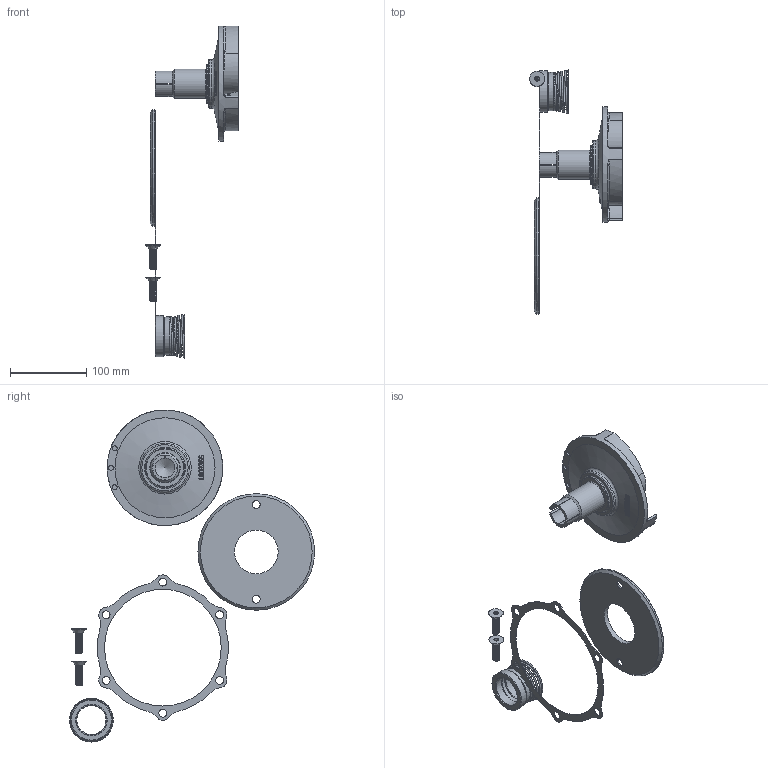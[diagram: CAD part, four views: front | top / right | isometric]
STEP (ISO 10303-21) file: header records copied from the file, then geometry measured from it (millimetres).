
FILE_DESCRIPTION(/* description */ ('3" SS PUMP REPAIR KIT'),/* implementation_level */ '2;1');
FILE_NAME(/* name */ '18100SS.stp',/* time_stamp */ '2020-06-09T11:09:22-04:00',/* author */ ('DMK'),/* organization */ (''),/* preprocessor_version */ 'ST-DEVELOPER v17.2',/* originating_system */ 'Autodesk Inventor 2019',/* authorisation */ '');
FILE_SCHEMA (('AUTOMOTIVE_DESIGN { 1 0 10303 214 3 1 1 }'));
Length unit declared in the file: inch
Products named in the file (7): 18100SS; 18004SS; 18021; 18023SS; 18023SSX; 18025SS; 18106SS
Assembly tree (7 placements, depth 3):
  18100SS
    18004SS
    18021
    18023SS
      18023SSX
    18025SS
    18106SS  x2
Bounding box: 121.37 x 320.42 x 434.05 mm (x, y, z)
Volume: 373893.8 mm3; surface area: 139312.8 mm2
Topology: 6 solids, 6 shells, 554 faces, 1503 edges, 989 vertices
Faces by surface type: cylinder 151, bspline 122, cone 118, plane 116, torus 41, sphere 6
Full cylindrical faces by diameter (mm): 6.35 x3, 8.236 x30, 9.525 x28, 10.319 x8, 25.451 x1, 38.1 x2, 39.37 x2, 40.957 x1, 41.148 x1, 41.275 x1, 44.45 x2, 47.307 x1, 50.8 x1, 52.387 x1, 53.975 x1, 57.15 x1, 63.5 x1, 151.13 x1, 152.4 x1, 152.654 x1
Entity records: 20700 total; most frequent: CARTESIAN_POINT 9778, ORIENTED_EDGE 2460, DIRECTION 1951, EDGE_CURVE 1230, VERTEX_POINT 813, AXIS2_PLACEMENT_3D 807, EDGE_LOOP 509, FACE_OUTER_BOUND 456
